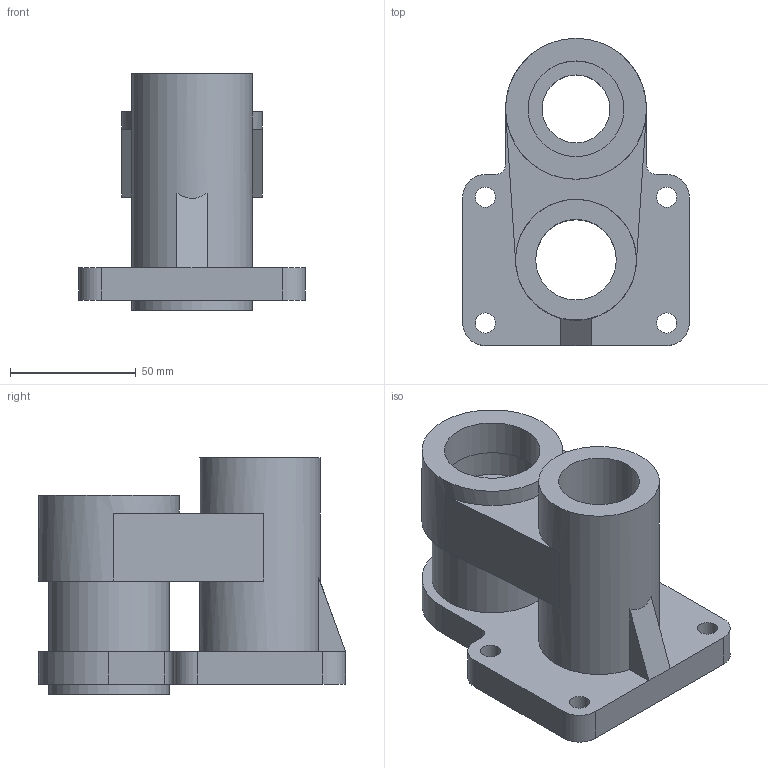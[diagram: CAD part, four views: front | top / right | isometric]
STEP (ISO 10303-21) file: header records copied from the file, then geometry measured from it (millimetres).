
FILE_DESCRIPTION(/* description */ (''),/* implementation_level */ '2;1');
FILE_NAME(/* name */ 'Part 057.stp',/* time_stamp */ '2015-02-23T14:06:16+02:00',/* author */ ('SFC'),/* organization */ (''),/* preprocessor_version */ 'ST-DEVELOPER v15.2',/* originating_system */ 'Autodesk Inventor 2014',/* authorisation */ '');
FILE_SCHEMA (('AUTOMOTIVE_DESIGN { 1 0 10303 214 3 1 1 }'));
Length unit declared in the file: millimetre
Products named in the file (1): Part 057
Bounding box: 90 x 122 x 94 mm (x, y, z)
Volume: 268764.2 mm3; surface area: 65501.2 mm2
Topology: 1 solids, 1 shells, 44 faces, 120 edges, 82 vertices
Faces by surface type: plane 23, cylinder 21
Full cylindrical faces by diameter (mm): 8 x4, 27 x1, 32 x2, 38 x1, 48 x3, 56 x1
Entity records: 1341 total; most frequent: DIRECTION 234, CARTESIAN_POINT 215, ORIENTED_EDGE 196, EDGE_CURVE 98, AXIS2_PLACEMENT_3D 91, EDGE_LOOP 76, VERTEX_POINT 72, LINE 52
